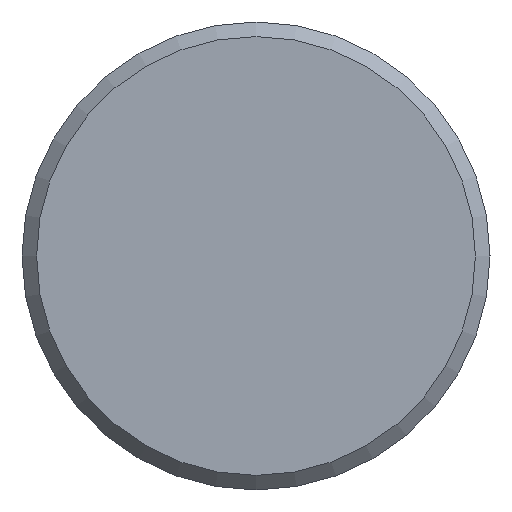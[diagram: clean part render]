
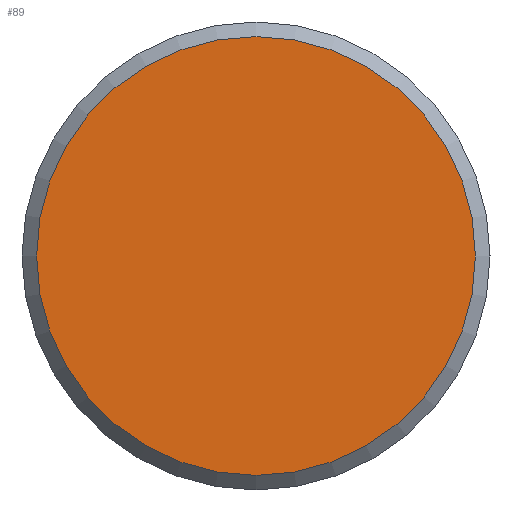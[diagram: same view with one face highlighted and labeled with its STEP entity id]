
A CAD part, left-side view. The second image highlights one B-rep face of the part: STEP entity #89.
In plain terms, the highlighted planar face has unit normal (-1, 0, 0).
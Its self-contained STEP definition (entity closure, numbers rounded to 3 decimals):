
#89 = ADVANCED_FACE( '', ( #187 ), #188, .F. );
#187 = FACE_OUTER_BOUND( '', #292, .T. );
#188 = PLANE( '', #293 );
#292 = EDGE_LOOP( '', ( #508 ) );
#293 = AXIS2_PLACEMENT_3D( '', #509, #510, #511 );
#508 = ORIENTED_EDGE( '', *, *, #701, .F. );
#509 = CARTESIAN_POINT( '', ( 0., 0., 0. ) );
#510 = DIRECTION( '', ( 1., 0., 0. ) );
#511 = DIRECTION( '', ( 0., 0., -1. ) );
#701 = EDGE_CURVE( '', #858, #858, #859, .T. );
#858 = VERTEX_POINT( '', #1065 );
#859 = CIRCLE( '', #1066, 4.219 );
#1065 = CARTESIAN_POINT( '', ( 0., 0., -4.219 ) );
#1066 = AXIS2_PLACEMENT_3D( '', #1204, #1205, #1206 );
#1204 = CARTESIAN_POINT( '', ( 0., 0., 0. ) );
#1205 = DIRECTION( '', ( 1., 0., 0. ) );
#1206 = DIRECTION( '', ( 0., 0., -1. ) );
